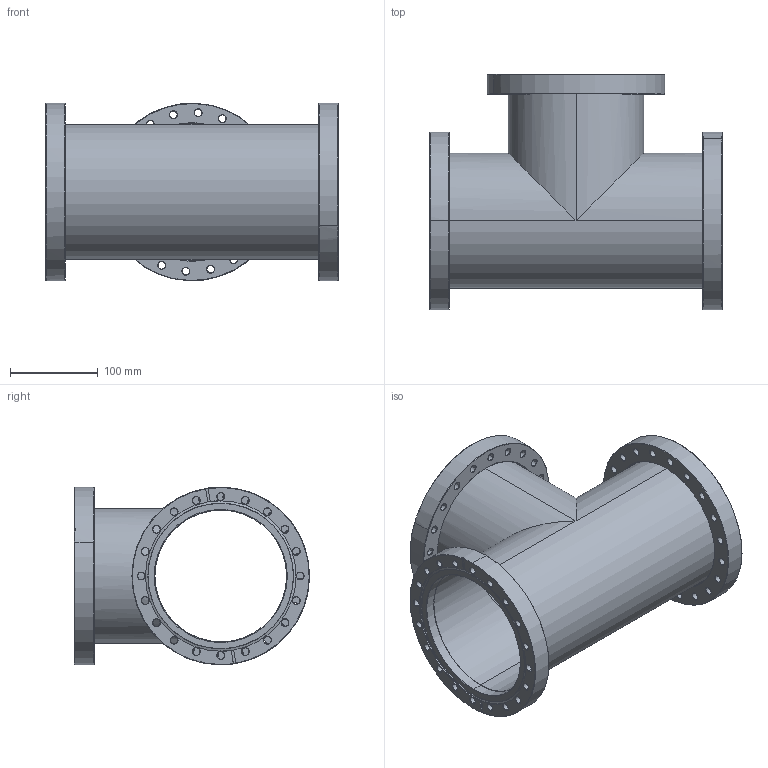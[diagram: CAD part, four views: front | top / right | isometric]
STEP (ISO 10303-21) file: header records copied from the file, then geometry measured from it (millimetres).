
FILE_DESCRIPTION (( 'STEP AP214' ), '1' );
FILE_NAME ('Hositrad_FT150-150R.STEP', '2017-05-22T12:45:53', ( 'Gebruiker' ), ( '' ), 'SwSTEP 2.0', 'SolidWorks 2017', '' );
FILE_SCHEMA (( 'AUTOMOTIVE_DESIGN' ));
Length unit declared in the file: millimetre
Products named in the file (6): CF150-154-Weld; NW150CF-R-InnerWeld_-154; NW150CF-R-OuterWeld_-154; NW150CF-Weld_-154_CF150-154; Equal-T-All_150-150; Hositrad_FT150-150R
Assembly tree (6 placements, depth 3):
  Hositrad_FT150-150R
    Equal-T-All_150-150
    NW150CF-Weld_-154_CF150-154
    CF150-154-Weld  x2
      NW150CF-R-OuterWeld_-154
      NW150CF-R-InnerWeld_-154
Bounding box: 333.4 x 267.9 x 202.4 mm (x, y, z)
Volume: 1179021.4 mm3; surface area: 586365.4 mm2
Topology: 6 solids, 6 shells, 489 faces, 1144 edges, 669 vertices
Faces by surface type: cone 287, cylinder 162, plane 40
Entity records: 9951 total; most frequent: DIRECTION 1848, CARTESIAN_POINT 1583, ORIENTED_EDGE 1528, EDGE_CURVE 764, AXIS2_PLACEMENT_3D 759, VERTEX_POINT 446, CIRCLE 422, EDGE_LOOP 418
